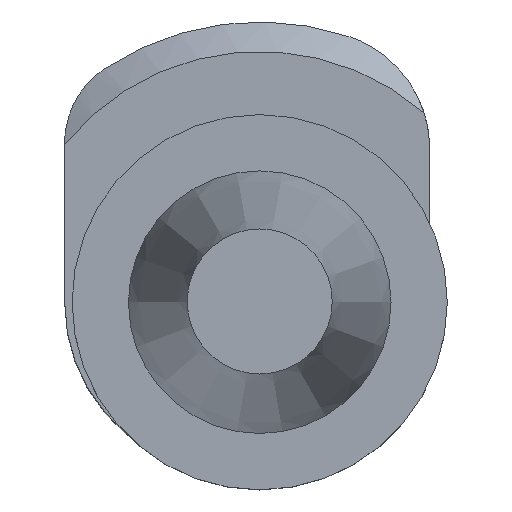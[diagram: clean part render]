
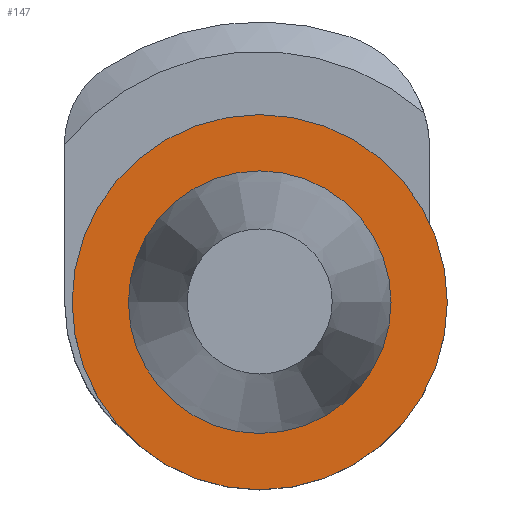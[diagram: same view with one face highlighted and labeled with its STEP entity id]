
A CAD part, top view. The second image highlights one B-rep face of the part: STEP entity #147.
In plain terms, the highlighted planar face has unit normal (0, 0, 1).
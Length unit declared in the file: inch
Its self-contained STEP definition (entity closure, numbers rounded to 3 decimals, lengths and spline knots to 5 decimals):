
#147=ADVANCED_FACE('Unnamed[1]',(#384,#385),#386,.T.);
#187=EDGE_CURVE('Unnamed[1]',#440,#440,#441,.T.);
#198=EDGE_CURVE('Unnamed[1]',#457,#457,#458,.T.);
#384=FACE_OUTER_BOUND('',#728,.T.);
#385=FACE_BOUND('',#729,.T.);
#386=PLANE('',#730);
#440=VERTEX_POINT('',#804);
#441=CIRCLE('',#805,31.75);
#457=VERTEX_POINT('',#828);
#458=CIRCLE('',#829,22.225);
#728=EDGE_LOOP('',(#1090));
#729=EDGE_LOOP('',(#1091));
#730=AXIS2_PLACEMENT_3D('',#1092,#1093,#1094);
#804=CARTESIAN_POINT('',(31.75,0.,-1.));
#805=AXIS2_PLACEMENT_3D('',#1184,#1185,#1186);
#828=CARTESIAN_POINT('',(22.225,0.,-1.));
#829=AXIS2_PLACEMENT_3D('',#1198,#1199,#1200);
#1090=ORIENTED_EDGE('',*,*,#187,.F.);
#1091=ORIENTED_EDGE('',*,*,#198,.T.);
#1092=CARTESIAN_POINT('',(26.9875,0.,-1.));
#1093=DIRECTION('',(0.,0.,1.0));
#1094=DIRECTION('',(-1.0,0.,0.));
#1184=CARTESIAN_POINT('',(0.,0.,-1.0));
#1185=DIRECTION('',(0.,0.,-1.0));
#1186=DIRECTION('',(1.0,0.,0.));
#1198=CARTESIAN_POINT('',(0.,0.,-1.0));
#1199=DIRECTION('',(0.,0.,-1.0));
#1200=DIRECTION('',(1.0,0.,0.));
